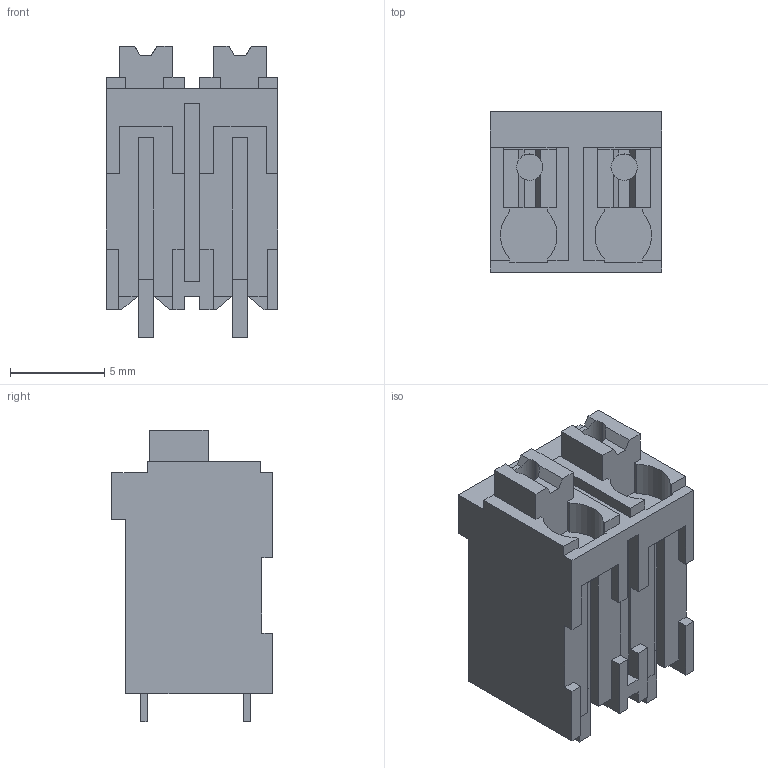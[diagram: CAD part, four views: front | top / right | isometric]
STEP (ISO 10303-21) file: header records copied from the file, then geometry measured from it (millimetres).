
FILE_DESCRIPTION(('CATIA V5 STEP Exchange','CAx-IF Rec.Pracs.--- Model Styling and Organization---1.2---2011-12-15'),'2;1');
FILE_NAME ('D1458153_0_1876020000_1876020000.stp','2018-03-20T07:50:22+00:00',('none'),('Weidmueller'),'CATIA Version 5-6 Release 2014','CATIA V5 STEP AP214','none');
FILE_SCHEMA(('AUTOMOTIVE_DESIGN { 1 0 10303 214 1 1 1 1 }'));
Length unit declared in the file: millimetre
Products named in the file (1): 1876020000
Bounding box: 9.1 x 8.5 x 15.45 mm (x, y, z)
Volume: 740.5 mm3; surface area: 901.5 mm2
Topology: 7 solids, 7 shells, 178 faces, 486 edges, 322 vertices
Faces by surface type: plane 170, cylinder 8
Entity records: 5486 total; most frequent: CARTESIAN_POINT 1007, ORIENTED_EDGE 972, DIRECTION 751, EDGE_CURVE 486, VECTOR 454, LINE 454, VERTEX_POINT 322, ADVANCED_FACE 178
